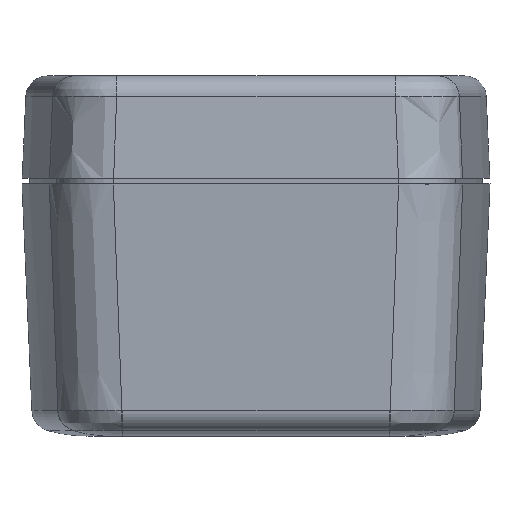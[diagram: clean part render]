
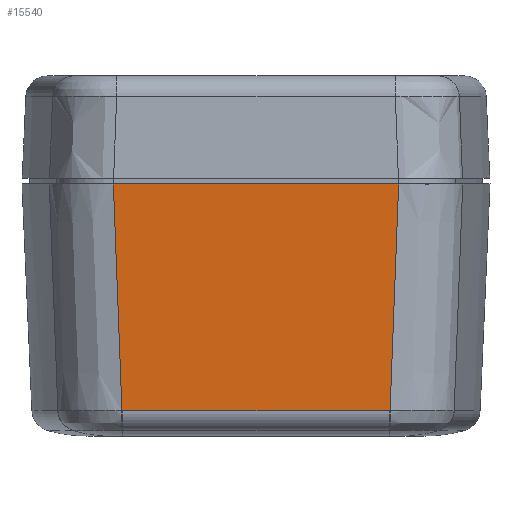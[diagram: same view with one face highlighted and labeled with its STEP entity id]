
A CAD part, left-side view. The second image highlights one B-rep face of the part: STEP entity #15540.
In plain terms, the highlighted face is planar.
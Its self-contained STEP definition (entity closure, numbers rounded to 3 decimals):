
#352 = CARTESIAN_POINT ( 'NONE',  ( 60., 19.809, -35. ) ) ;
#439 = VERTEX_POINT ( 'NONE', #18319 ) ;
#1178 = EDGE_CURVE ( 'NONE', #6470, #33853, #16074, .T. ) ;
#1213 = CARTESIAN_POINT ( 'NONE',  ( 58.626, -18.485, -3.519 ) ) ;
#2214 = ORIENTED_EDGE ( 'NONE', *, *, #17458, .T. ) ;
#2457 = ORIENTED_EDGE ( 'NONE', *, *, #33599, .T. ) ;
#2600 = CARTESIAN_POINT ( 'NONE',  ( 59.041, 18.979, -13.03 ) ) ;
#3305 = CARTESIAN_POINT ( 'NONE',  ( 60., -19.809, -35. ) ) ;
#3938 = CARTESIAN_POINT ( 'NONE',  ( 58.833, -18.799, -8.275 ) ) ;
#4905 = CARTESIAN_POINT ( 'NONE',  ( 60., 27.5, -35. ) ) ;
#6202 = VECTOR ( 'NONE', #8674, 1000. ) ;
#6470 = VERTEX_POINT ( 'NONE', #352 ) ;
#6554 = B_SPLINE_CURVE_WITH_KNOTS ( 'NONE', 3,
 ( #23187, #3938, #23560, #21258, #26615, #31967, #23922 ),
 .UNSPECIFIED., .F., .F.,
 ( 4, 3, 4 ),
 ( 0.004, 0.018, 0.035 ),
 .UNSPECIFIED. ) ;
#7166 = CARTESIAN_POINT ( 'NONE',  ( 58.626, -18.619, -3.52 ) ) ;
#7465 = ORIENTED_EDGE ( 'NONE', *, *, #28941, .T. ) ;
#7964 = CARTESIAN_POINT ( 'NONE',  ( 58.833, 18.799, -8.275 ) ) ;
#8497 = EDGE_LOOP ( 'NONE', ( #29498, #25604, #7465, #2214, #35187, #2457 ) ) ;
#8674 = DIRECTION ( 'NONE',  ( 0., 1., 0. ) ) ;
#10426 = CARTESIAN_POINT ( 'NONE',  ( 59.248, 19.159, -17.785 ) ) ;
#11504 = LINE ( 'NONE', #19773, #6202 ) ;
#11979 = LINE ( 'NONE', #18591, #26341 ) ;
#12156 = VERTEX_POINT ( 'NONE', #3305 ) ;
#12438 = CARTESIAN_POINT ( 'NONE',  ( 58.626, -18.574, -3.519 ) ) ;
#13577 = CARTESIAN_POINT ( 'NONE',  ( 59.499, 19.376, -23.523 ) ) ;
#14917 = EDGE_CURVE ( 'NONE', #21617, #439, #11979, .T. ) ;
#15319 = EDGE_CURVE ( 'NONE', #439, #24276, #28119, .T. ) ;
#15540 = ADVANCED_FACE ( 'NONE', ( #17261 ), #32942, .T. ) ;
#16066 = AXIS2_PLACEMENT_3D ( 'NONE', #4905, #18124, #27201 ) ;
#16074 = B_SPLINE_CURVE_WITH_KNOTS ( 'NONE', 3,
 ( #19094, #22115, #13577, #10426, #2600, #7964, #24412 ),
 .UNSPECIFIED., .F., .F.,
 ( 4, 3, 4 ),
 ( 0., 0.017, 0.032 ),
 .UNSPECIFIED. ) ;
#17261 = FACE_OUTER_BOUND ( 'NONE', #8497, .T. ) ;
#17458 = EDGE_CURVE ( 'NONE', #12156, #6470, #11504, .T. ) ;
#18124 = DIRECTION ( 'NONE',  ( 0.999, 0., 0.044 ) ) ;
#18319 = CARTESIAN_POINT ( 'NONE',  ( 58.626, -18.485, -3.519 ) ) ;
#18591 = CARTESIAN_POINT ( 'NONE',  ( 58.626, 27.5, -3.519 ) ) ;
#19094 = CARTESIAN_POINT ( 'NONE',  ( 60., 19.809, -35. ) ) ;
#19730 = CARTESIAN_POINT ( 'NONE',  ( 58.626, 18.619, -3.52 ) ) ;
#19773 = CARTESIAN_POINT ( 'NONE',  ( 60., 27.5, -35. ) ) ;
#21258 = CARTESIAN_POINT ( 'NONE',  ( 59.248, -19.159, -17.785 ) ) ;
#21364 = DIRECTION ( 'NONE',  ( 0., -1., 0. ) ) ;
#21617 = VERTEX_POINT ( 'NONE', #34667 ) ;
#22115 = CARTESIAN_POINT ( 'NONE',  ( 59.749, 19.592, -29.262 ) ) ;
#22271 = CARTESIAN_POINT ( 'NONE',  ( 58.626, 18.53, -3.519 ) ) ;
#23187 = CARTESIAN_POINT ( 'NONE',  ( 58.626, -18.619, -3.52 ) ) ;
#23560 = CARTESIAN_POINT ( 'NONE',  ( 59.041, -18.979, -13.03 ) ) ;
#23922 = CARTESIAN_POINT ( 'NONE',  ( 60., -19.809, -35. ) ) ;
#24276 = VERTEX_POINT ( 'NONE', #36003 ) ;
#24412 = CARTESIAN_POINT ( 'NONE',  ( 58.626, 18.619, -3.52 ) ) ;
#25361 = B_SPLINE_CURVE_WITH_KNOTS ( 'NONE', 3,
 ( #19730, #30668, #22271, #33735 ),
 .UNSPECIFIED., .F., .F.,
 ( 4, 4 ),
 ( 0., 0. ),
 .UNSPECIFIED. ) ;
#25604 = ORIENTED_EDGE ( 'NONE', *, *, #15319, .T. ) ;
#26341 = VECTOR ( 'NONE', #21364, 1000. ) ;
#26615 = CARTESIAN_POINT ( 'NONE',  ( 59.499, -19.376, -23.523 ) ) ;
#27201 = DIRECTION ( 'NONE',  ( 0.044, 0., -0.999 ) ) ;
#28119 = B_SPLINE_CURVE_WITH_KNOTS ( 'NONE', 3,
 ( #1213, #34989, #12438, #7166 ),
 .UNSPECIFIED., .F., .F.,
 ( 4, 4 ),
 ( 0., 0. ),
 .UNSPECIFIED. ) ;
#28941 = EDGE_CURVE ( 'NONE', #24276, #12156, #6554, .T. ) ;
#29498 = ORIENTED_EDGE ( 'NONE', *, *, #14917, .T. ) ;
#30668 = CARTESIAN_POINT ( 'NONE',  ( 58.626, 18.574, -3.519 ) ) ;
#31967 = CARTESIAN_POINT ( 'NONE',  ( 59.749, -19.592, -29.262 ) ) ;
#32132 = CARTESIAN_POINT ( 'NONE',  ( 58.626, 18.619, -3.52 ) ) ;
#32942 = PLANE ( 'NONE',  #16066 ) ;
#33599 = EDGE_CURVE ( 'NONE', #33853, #21617, #25361, .T. ) ;
#33735 = CARTESIAN_POINT ( 'NONE',  ( 58.626, 18.485, -3.519 ) ) ;
#33853 = VERTEX_POINT ( 'NONE', #32132 ) ;
#34667 = CARTESIAN_POINT ( 'NONE',  ( 58.626, 18.485, -3.519 ) ) ;
#34989 = CARTESIAN_POINT ( 'NONE',  ( 58.626, -18.53, -3.519 ) ) ;
#35187 = ORIENTED_EDGE ( 'NONE', *, *, #1178, .T. ) ;
#36003 = CARTESIAN_POINT ( 'NONE',  ( 58.626, -18.619, -3.52 ) ) ;
